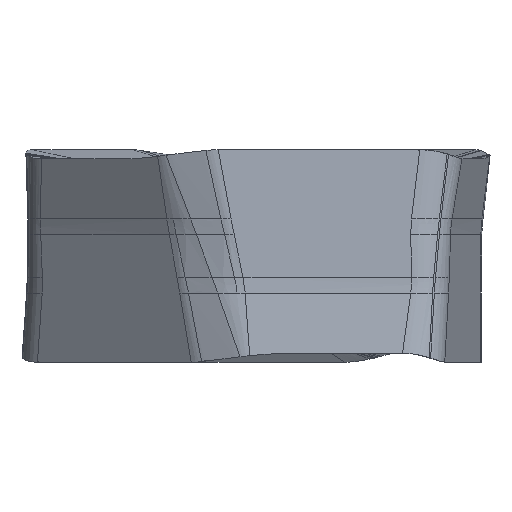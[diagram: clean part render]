
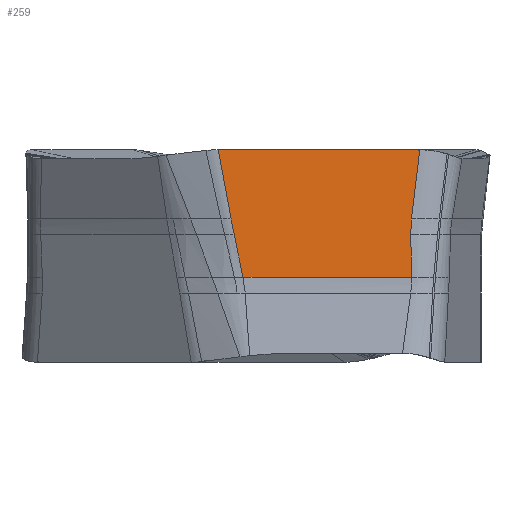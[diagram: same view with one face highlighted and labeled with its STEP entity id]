
A CAD part, front view. The second image highlights one B-rep face of the part: STEP entity #259.
In plain terms, the highlighted planar face has unit normal (0, -0.999, 0.035).
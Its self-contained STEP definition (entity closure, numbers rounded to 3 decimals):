
#147=PLANE('',#6223);
#259=ADVANCED_FACE('',(#814),#147,.F.);
#814=FACE_OUTER_BOUND('',#1152,.T.);
#1152=EDGE_LOOP('',(#1757,#1758,#1759,#1760,#1761,#1762,#1763,#1764));
#1757=ORIENTED_EDGE('',*,*,#3973,.T.);
#1758=ORIENTED_EDGE('',*,*,#3974,.T.);
#1759=ORIENTED_EDGE('',*,*,#3975,.F.);
#1760=ORIENTED_EDGE('',*,*,#3976,.T.);
#1761=ORIENTED_EDGE('',*,*,#3977,.T.);
#1762=ORIENTED_EDGE('',*,*,#3978,.T.);
#1763=ORIENTED_EDGE('',*,*,#3724,.T.);
#1764=ORIENTED_EDGE('',*,*,#3972,.T.);
#3178=VERTEX_POINT('',#7404);
#3180=VERTEX_POINT('',#7472);
#3343=VERTEX_POINT('',#10735);
#3344=VERTEX_POINT('',#10768);
#3345=VERTEX_POINT('',#10770);
#3346=VERTEX_POINT('',#10772);
#3347=VERTEX_POINT('',#10774);
#3348=VERTEX_POINT('',#10779);
#3724=EDGE_CURVE('',#3180,#3178,#5507,.T.);
#3972=EDGE_CURVE('',#3178,#3343,#5592,.T.);
#3973=EDGE_CURVE('',#3343,#3344,#4829,.T.);
#3974=EDGE_CURVE('',#3344,#3345,#5593,.T.);
#3975=EDGE_CURVE('',#3346,#3345,#5594,.T.);
#3976=EDGE_CURVE('',#3346,#3347,#5595,.T.);
#3977=EDGE_CURVE('',#3347,#3348,#4830,.T.);
#3978=EDGE_CURVE('',#3348,#3180,#5596,.T.);
#4829=B_SPLINE_CURVE_WITH_KNOTS('',3,(#10761,#10762,#10763,#10764,#10765,
#10766,#10767),.UNSPECIFIED.,.F.,.F.,(4,1,1,1,4),(0.,0.125,0.25,
0.5,1.),.UNSPECIFIED.);
#4830=B_SPLINE_CURVE_WITH_KNOTS('',3,(#10775,#10776,#10777,#10778),
 .UNSPECIFIED.,.F.,.F.,(4,4),(0.,1.),.UNSPECIFIED.);
#5507=LINE('',#7471,#5765);
#5592=LINE('',#10736,#5850);
#5593=LINE('',#10769,#5851);
#5594=LINE('',#10771,#5852);
#5595=LINE('',#10773,#5853);
#5596=LINE('',#10780,#5854);
#5765=VECTOR('',#6393,1.);
#5850=VECTOR('',#6520,1.);
#5851=VECTOR('',#6521,1.);
#5852=VECTOR('',#6522,1.);
#5853=VECTOR('',#6523,1.);
#5854=VECTOR('',#6524,1.);
#6223=AXIS2_PLACEMENT_3D('',#10781,#6525,#6526);
#6393=DIRECTION('',(-1.,0.,0.));
#6520=DIRECTION('',(0.184,-0.034,-0.982));
#6521=DIRECTION('',(0.201,-0.034,-0.979));
#6522=DIRECTION('',(-1.,0.,0.));
#6523=DIRECTION('',(-0.021,0.035,0.999));
#6524=DIRECTION('',(0.119,0.035,0.992));
#6525=DIRECTION('',(0.,0.999,-0.035));
#6526=DIRECTION('',(0.,0.035,0.999));
#7404=CARTESIAN_POINT('',(-1.892,-6.529,6.625));
#7471=CARTESIAN_POINT('',(4.754,-6.529,6.625));
#7472=CARTESIAN_POINT('',(4.754,-6.529,6.625));
#10735=CARTESIAN_POINT('',(-1.464,-6.609,4.345));
#10736=CARTESIAN_POINT('',(-1.892,-6.529,6.625));
#10761=CARTESIAN_POINT('',(-1.464,-6.609,4.345));
#10762=CARTESIAN_POINT('',(-1.46,-6.609,4.324));
#10763=CARTESIAN_POINT('',(-1.452,-6.611,4.28));
#10764=CARTESIAN_POINT('',(-1.435,-6.614,4.193));
#10765=CARTESIAN_POINT('',(-1.406,-6.619,4.041));
#10766=CARTESIAN_POINT('',(-1.379,-6.624,3.911));
#10767=CARTESIAN_POINT('',(-1.362,-6.627,3.824));
#10768=CARTESIAN_POINT('',(-1.362,-6.627,3.824));
#10769=CARTESIAN_POINT('',(-1.362,-6.627,3.824));
#10770=CARTESIAN_POINT('',(-1.074,-6.676,2.426));
#10771=CARTESIAN_POINT('',(4.484,-6.676,2.426));
#10772=CARTESIAN_POINT('',(4.484,-6.676,2.426));
#10773=CARTESIAN_POINT('',(4.484,-6.676,2.426));
#10774=CARTESIAN_POINT('',(4.455,-6.627,3.824));
#10775=CARTESIAN_POINT('',(4.455,-6.627,3.824));
#10776=CARTESIAN_POINT('',(4.451,-6.621,3.997));
#10777=CARTESIAN_POINT('',(4.459,-6.615,4.172));
#10778=CARTESIAN_POINT('',(4.48,-6.609,4.345));
#10779=CARTESIAN_POINT('',(4.48,-6.609,4.345));
#10780=CARTESIAN_POINT('',(4.48,-6.609,4.345));
#10781=CARTESIAN_POINT('',(-4.201,-6.676,2.426));
